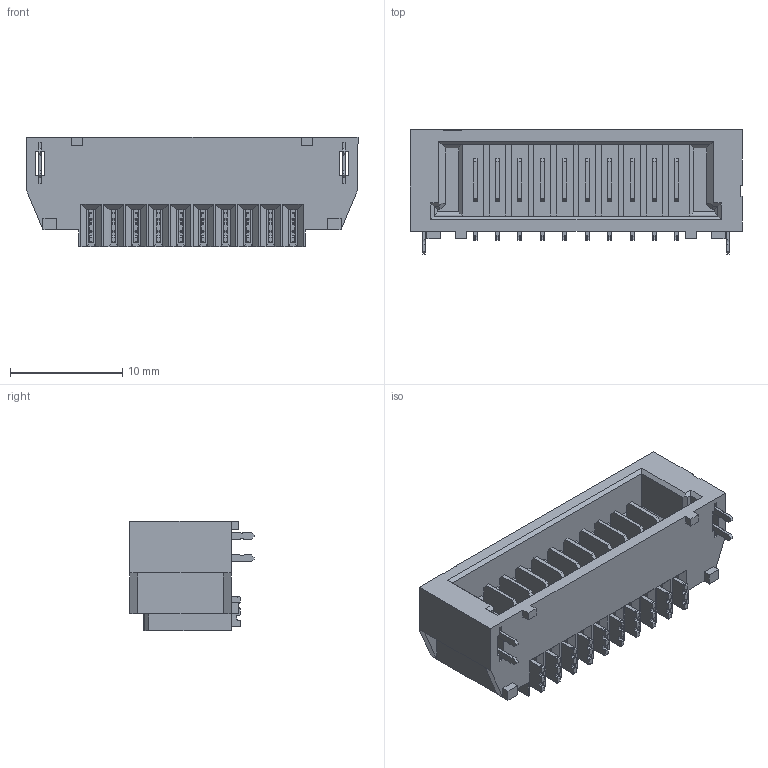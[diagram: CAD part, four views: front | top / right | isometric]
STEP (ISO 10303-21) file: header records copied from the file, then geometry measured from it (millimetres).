
FILE_DESCRIPTION (( 'STEP AP214' ), '1' );
FILE_NAME ('UMPT-10-01-x-RA-WT-M-x.STEP', '2024-02-19T11:37:05', ( '' ), ( '' ), 'SwSTEP 2.0', 'SolidWorks 2021', '' );
FILE_SCHEMA (( 'AUTOMOTIVE_DESIGN' ));
Length unit declared in the file: millimetre
Products named in the file (1): UMPT-10-01-x-RA-WT-M-x
Bounding box: 29.6 x 11.1 x 9.75 mm (x, y, z)
Volume: 1760.6 mm3; surface area: 2319.3 mm2
Topology: 23 solids, 23 shells, 810 faces, 2219 edges, 1456 vertices
Faces by surface type: plane 588, cylinder 222
Entity records: 28974 total; most frequent: CARTESIAN_POINT 4486, ORIENTED_EDGE 4438, DIRECTION 4285, EDGE_CURVE 2219, VECTOR 1775, LINE 1775, VERTEX_POINT 1456, AXIS2_PLACEMENT_3D 1255
